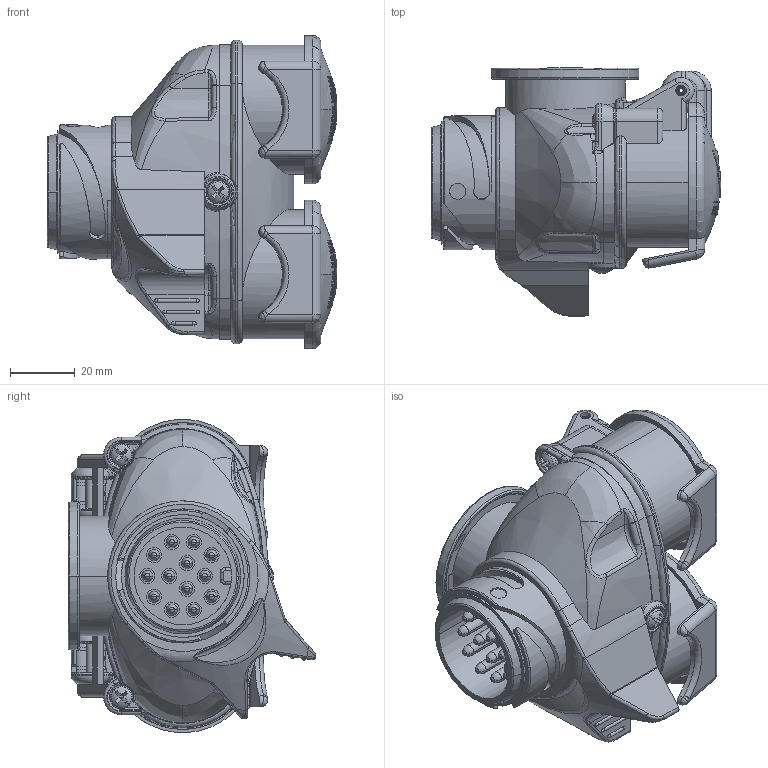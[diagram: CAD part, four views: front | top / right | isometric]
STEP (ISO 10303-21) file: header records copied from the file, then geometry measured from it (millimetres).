
FILE_DESCRIPTION((''),'2;1');
FILE_NAME('311150_ASM_SW0001','2020-12-02T10:43:03',('teru'),(''),'CREO PARAMETRIC BY PTC INC, 2017380','CREO PARAMETRIC BY PTC INC, 2017380','');
FILE_SCHEMA(('CONFIG_CONTROL_DESIGN'));
Length unit declared in the file: millimetre
Products named in the file (1): 311150_ASM_SW0001
Bounding box: 89.66 x 76.69 x 96.95 mm (x, y, z)
Volume: 243649.4 mm3; surface area: 44264.9 mm2
Topology: 1 solids, 1 shells, 1399 faces, 3701 edges, 2334 vertices
Faces by surface type: plane 512, cylinder 350, bspline 152, extrusion 122, torus 118, sphere 74, cone 71
Entity records: 57046 total; most frequent: CARTESIAN_POINT 23584, ORIENTED_EDGE 7328, DIRECTION 6653, EDGE_CURVE 3664, AXIS2_PLACEMENT_3D 2643, VERTEX_POINT 2334, CIRCLE 1518, EDGE_LOOP 1494
